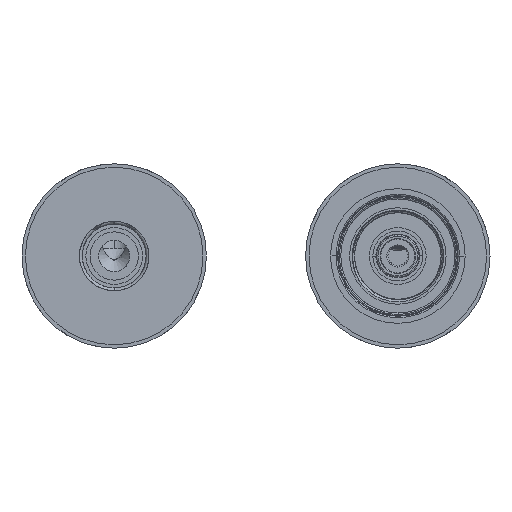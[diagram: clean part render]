
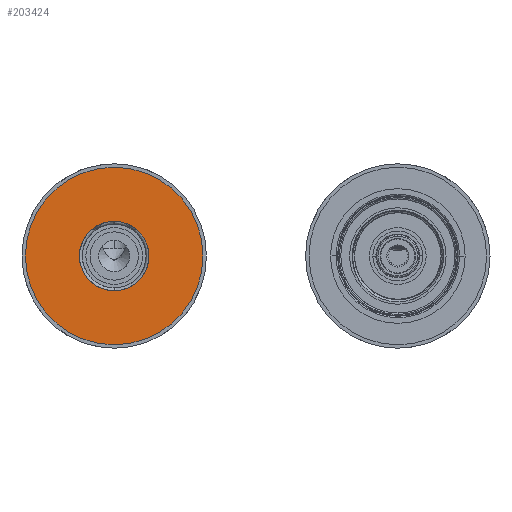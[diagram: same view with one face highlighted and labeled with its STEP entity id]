
A CAD part, front view. The second image highlights one B-rep face of the part: STEP entity #203424.
In plain terms, the highlighted planar face has unit normal (0, -1, 0).
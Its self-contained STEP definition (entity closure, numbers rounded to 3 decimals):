
#203182=CARTESIAN_POINT('',(0.,3.8,0.));
#203183=DIRECTION('',(0.,1.,0.));
#203184=DIRECTION('',(-1.,0.,0.));
#203185=AXIS2_PLACEMENT_3D('',#203182,#203183,#203184);
#203187=CARTESIAN_POINT('',(0.,3.8,0.));
#203188=DIRECTION('',(0.,1.,0.));
#203189=DIRECTION('',(1.,0.,0.));
#203190=AXIS2_PLACEMENT_3D('',#203187,#203188,#203189);
#203192=CARTESIAN_POINT('',(0.,3.8,0.));
#203193=DIRECTION('',(0.,-1.,0.));
#203194=DIRECTION('',(-1.,0.,0.));
#203195=AXIS2_PLACEMENT_3D('',#203192,#203193,#203194);
#203197=CARTESIAN_POINT('',(0.,3.8,0.));
#203198=DIRECTION('',(0.,-1.,0.));
#203199=DIRECTION('',(1.,0.,0.));
#203200=AXIS2_PLACEMENT_3D('',#203197,#203198,#203199);
#203342=CARTESIAN_POINT('',(-12.25,3.8,0.));
#203343=CARTESIAN_POINT('',(12.25,3.8,0.));
#203344=VERTEX_POINT('',#203342);
#203345=VERTEX_POINT('',#203343);
#203352=CARTESIAN_POINT('',(-31.3,3.8,0.));
#203353=CARTESIAN_POINT('',(31.3,3.8,0.));
#203354=VERTEX_POINT('',#203352);
#203355=VERTEX_POINT('',#203353);
#203408=CARTESIAN_POINT('',(0.,3.8,0.));
#203409=DIRECTION('',(0.,-1.,0.));
#203410=DIRECTION('',(-1.,0.,0.));
#203411=AXIS2_PLACEMENT_3D('',#203408,#203409,#203410);
#203412=PLANE('',#203411);
#203414=ORIENTED_EDGE('',*,*,#203413,.T.);
#203416=ORIENTED_EDGE('',*,*,#203415,.T.);
#203417=EDGE_LOOP('',(#203414,#203416));
#203418=FACE_OUTER_BOUND('',#203417,.F.);
#203419=ORIENTED_EDGE('',*,*,#203395,.T.);
#203421=ORIENTED_EDGE('',*,*,#203420,.T.);
#203422=EDGE_LOOP('',(#203419,#203421));
#203423=FACE_BOUND('',#203422,.F.);
#203186=CIRCLE('',#203185,31.3);
#203191=CIRCLE('',#203190,31.3);
#203196=CIRCLE('',#203195,12.25);
#203201=CIRCLE('',#203200,12.25);
#203395=EDGE_CURVE('',#203344,#203345,#203196,.T.);
#203413=EDGE_CURVE('',#203354,#203355,#203186,.T.);
#203415=EDGE_CURVE('',#203355,#203354,#203191,.T.);
#203420=EDGE_CURVE('',#203345,#203344,#203201,.T.);
#203424=ADVANCED_FACE('',(#203418,#203423),#203412,.T.);
